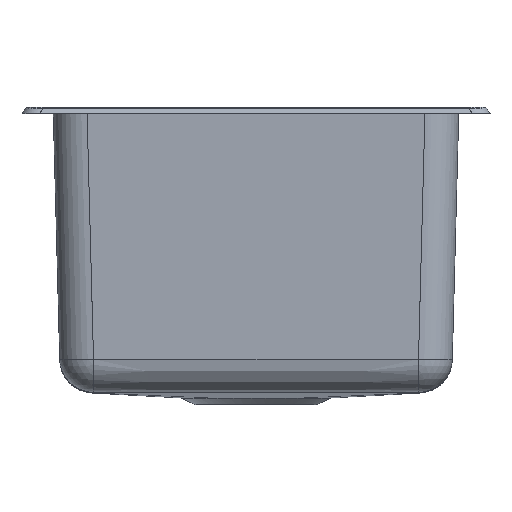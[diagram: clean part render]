
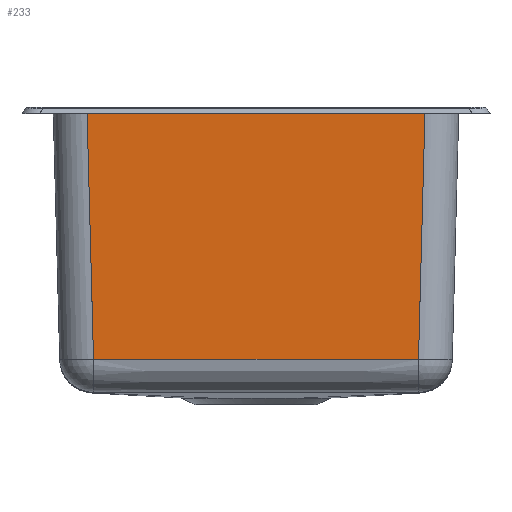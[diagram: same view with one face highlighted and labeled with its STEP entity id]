
A CAD part, front view. The second image highlights one B-rep face of the part: STEP entity #233.
In plain terms, the highlighted planar face has unit normal (0, -1, -0.026).
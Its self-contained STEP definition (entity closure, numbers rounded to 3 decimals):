
#233=ADVANCED_FACE('',(#357),#337,.T.);
#337=PLANE('',#1709);
#357=FACE_OUTER_BOUND('',#457,.T.);
#457=EDGE_LOOP('',(#676,#677,#678,#679));
#575=B_SPLINE_CURVE_WITH_KNOTS('',3,(#2332,#2333,#2334,#2335,#2336,#2337,
#2338),.UNSPECIFIED.,.F.,.F.,(4,3,4),(0.,0.5,1.),.UNSPECIFIED.);
#676=ORIENTED_EDGE('',*,*,#1339,.T.);
#677=ORIENTED_EDGE('',*,*,#1340,.T.);
#678=ORIENTED_EDGE('',*,*,#1341,.T.);
#679=ORIENTED_EDGE('',*,*,#1342,.T.);
#1182=VERTEX_POINT('',#2326);
#1183=VERTEX_POINT('',#2327);
#1184=VERTEX_POINT('',#2329);
#1185=VERTEX_POINT('',#2331);
#1339=EDGE_CURVE('',#1182,#1183,#1585,.T.);
#1340=EDGE_CURVE('',#1183,#1184,#1586,.T.);
#1341=EDGE_CURVE('',#1184,#1185,#1587,.T.);
#1342=EDGE_CURVE('',#1185,#1182,#575,.T.);
#1585=LINE('',#2325,#1649);
#1586=LINE('',#2328,#1650);
#1587=LINE('',#2330,#1651);
#1649=VECTOR('',#1882,1.);
#1650=VECTOR('',#1883,1.);
#1651=VECTOR('',#1884,1.);
#1709=AXIS2_PLACEMENT_3D('',#2339,#1885,#1886);
#1882=DIRECTION('',(0.026,-0.026,0.999));
#1883=DIRECTION('',(-1.,0.,0.));
#1884=DIRECTION('',(0.026,0.026,-0.999));
#1885=DIRECTION('',(0.,-1.,-0.026));
#1886=DIRECTION('',(0.,0.026,-1.));
#2325=CARTESIAN_POINT('',(150.026,-200.017,0.654));
#2326=CARTESIAN_POINT('',(145.131,-195.122,-186.268));
#2327=CARTESIAN_POINT('',(149.906,-199.897,-3.921));
#2328=CARTESIAN_POINT('',(-99.982,-199.897,-3.921));
#2329=CARTESIAN_POINT('',(-99.906,-199.897,-3.921));
#2330=CARTESIAN_POINT('',(-99.82,-199.812,-7.191));
#2331=CARTESIAN_POINT('',(-95.131,-195.122,-186.268));
#2332=CARTESIAN_POINT('',(-95.131,-195.122,-186.268));
#2333=CARTESIAN_POINT('',(-55.087,-195.122,-186.281));
#2334=CARTESIAN_POINT('',(-15.044,-195.122,-186.289));
#2335=CARTESIAN_POINT('',(25.,-195.122,-186.289));
#2336=CARTESIAN_POINT('',(65.044,-195.122,-186.289));
#2337=CARTESIAN_POINT('',(105.087,-195.122,-186.281));
#2338=CARTESIAN_POINT('',(145.131,-195.122,-186.268));
#2339=CARTESIAN_POINT('',(175.,-200.,0.));
